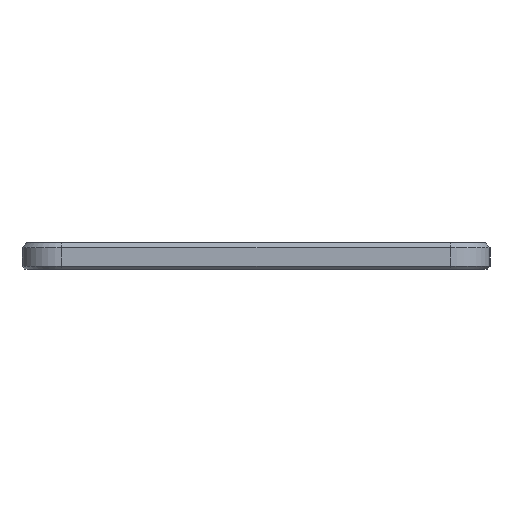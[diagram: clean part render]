
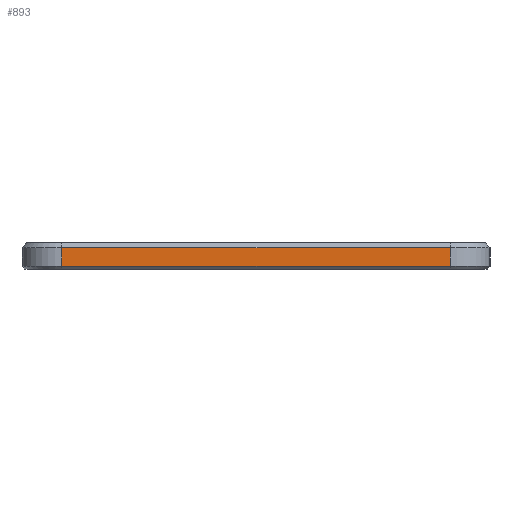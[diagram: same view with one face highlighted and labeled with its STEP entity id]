
A CAD part, left-side view. The second image highlights one B-rep face of the part: STEP entity #893.
In plain terms, the highlighted planar face has unit normal (-1, 0, 0).
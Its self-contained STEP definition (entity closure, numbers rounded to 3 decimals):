
#836=CARTESIAN_POINT('',(-157.1,48.728,7.45));
#837=VERTEX_POINT('',#836);
#845=CARTESIAN_POINT('',(-157.1,48.728,12.15));
#846=VERTEX_POINT('',#845);
#847=CARTESIAN_POINT('',(-157.1,48.728,7.45));
#848=DIRECTION('',(0.,0.,1.));
#849=VECTOR('',#848,4.7);
#850=LINE('',#847,#849);
#851=EDGE_CURVE('',#837,#846,#850,.T.);
#863=CARTESIAN_POINT('',(-157.1,-0.147,6.7));
#864=DIRECTION('',(-1.,0.,0.));
#865=DIRECTION('',(0.,0.,1.));
#866=AXIS2_PLACEMENT_3D('',#863,#864,#865);
#867=PLANE('',#866);
#868=ORIENTED_EDGE('',*,*,#851,.F.);
#869=CARTESIAN_POINT('',(-157.1,-49.022,7.45));
#870=VERTEX_POINT('',#869);
#871=CARTESIAN_POINT('',(-157.1,48.728,7.45));
#872=DIRECTION('',(0.,-1.,0.));
#873=VECTOR('',#872,97.75);
#874=LINE('',#871,#873);
#875=EDGE_CURVE('',#837,#870,#874,.T.);
#876=ORIENTED_EDGE('',*,*,#875,.T.);
#877=CARTESIAN_POINT('',(-157.1,-49.022,12.15));
#878=VERTEX_POINT('',#877);
#879=CARTESIAN_POINT('',(-157.1,-49.022,7.45));
#880=DIRECTION('',(-0.,-0.,1.));
#881=VECTOR('',#880,4.7);
#882=LINE('',#879,#881);
#883=EDGE_CURVE('',#870,#878,#882,.T.);
#884=ORIENTED_EDGE('',*,*,#883,.T.);
#885=CARTESIAN_POINT('',(-157.1,-49.022,12.15));
#886=DIRECTION('',(0.,1.,0.));
#887=VECTOR('',#886,97.75);
#888=LINE('',#885,#887);
#889=EDGE_CURVE('',#878,#846,#888,.T.);
#890=ORIENTED_EDGE('',*,*,#889,.T.);
#891=EDGE_LOOP('',(#868,#876,#884,#890));
#892=FACE_BOUND('',#891,.T.);
#893=ADVANCED_FACE('',(#892),#867,.T.);
